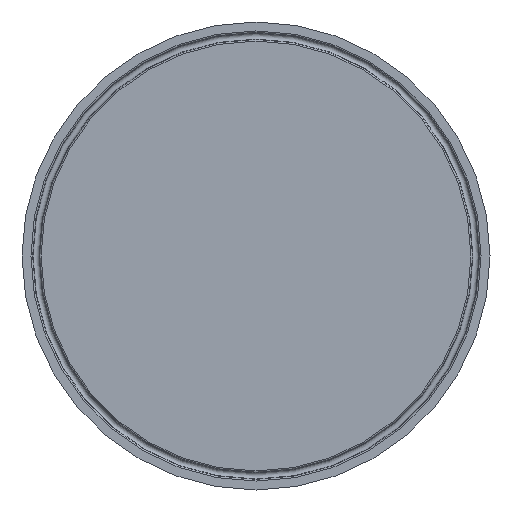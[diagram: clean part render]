
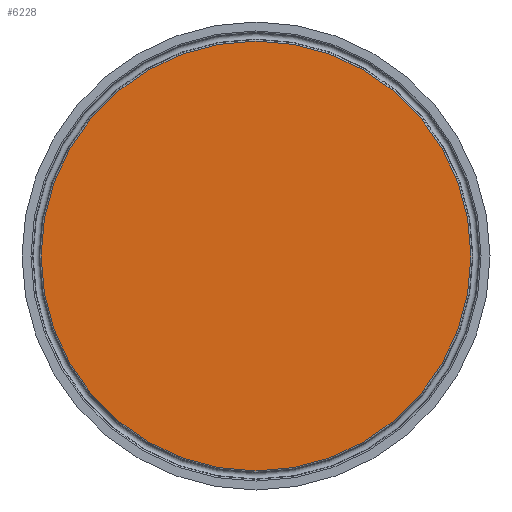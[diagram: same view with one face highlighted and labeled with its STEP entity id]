
A CAD part, left-side view. The second image highlights one B-rep face of the part: STEP entity #6228.
In plain terms, the highlighted planar face has unit normal (-1, 0, 0).
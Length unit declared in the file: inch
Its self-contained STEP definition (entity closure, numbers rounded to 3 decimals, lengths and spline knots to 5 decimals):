
#25=CIRCLE('',#6403,3.01691);
#910=FACE_OUTER_BOUND('',#1292,.T.);
#1292=EDGE_LOOP('',(#5700));
#3001=VERTEX_POINT('',#11820);
#3899=EDGE_CURVE('',#3001,#3001,#25,.T.);
#5700=ORIENTED_EDGE('',*,*,#3899,.F.);
#5866=PLANE('',#6415);
#6228=ADVANCED_FACE('',(#910),#5866,.T.);
#6403=AXIS2_PLACEMENT_3D('',#11821,#7316,#7317);
#6415=AXIS2_PLACEMENT_3D('',#11838,#7340,#7341);
#7316=DIRECTION('center_axis',(1.,0.,0.));
#7317=DIRECTION('ref_axis',(0.,1.,0.));
#7340=DIRECTION('center_axis',(-1.,0.,0.));
#7341=DIRECTION('ref_axis',(0.,0.,1.));
#11820=CARTESIAN_POINT('',(0.,3.01691,0.));
#11821=CARTESIAN_POINT('Origin',(0.,0.,
0.));
#11838=CARTESIAN_POINT('Origin',(0.,1.50846,
0.));
